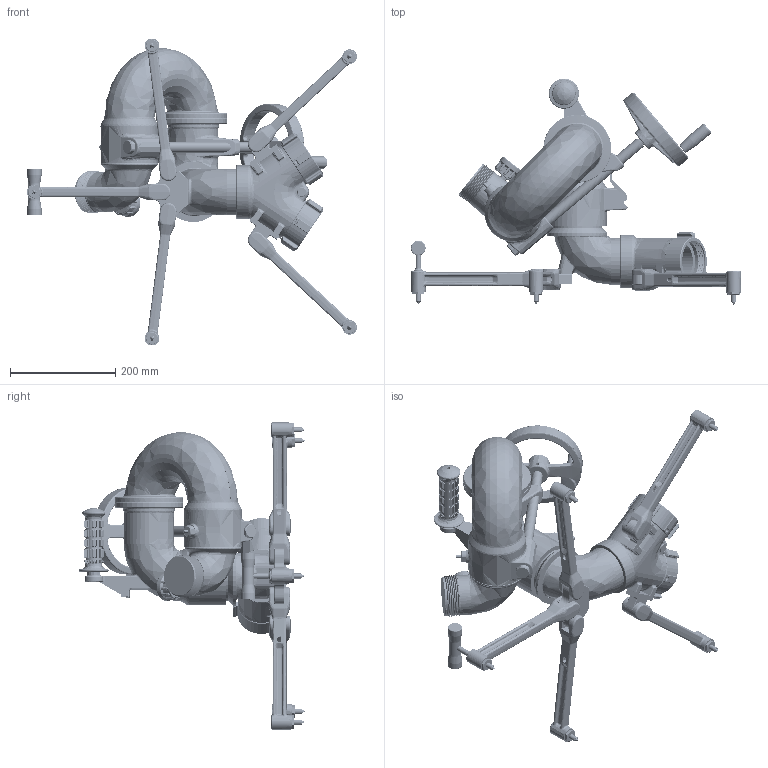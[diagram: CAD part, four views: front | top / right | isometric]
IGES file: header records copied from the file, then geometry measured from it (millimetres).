
Start section: SolidWorks IGES file using analytic representation for surfaces
Global section: file name: 8397-2_Stinger_2dd.IGS; native system: SolidWorks 2010; preprocessor: SolidWorks 2010; author: Rick; date: 100805.164750; units: inch
Bounding box: 626.05 x 429.75 x 582.41 mm (x, y, z)
Surface area: 1040465.7 mm2 (no closed solid volume)
Topology: 0 solids, 0 shells, 4828 faces, 57140 edges, 56949 vertices
Faces by surface type: bspline 3042, revolution 1786
